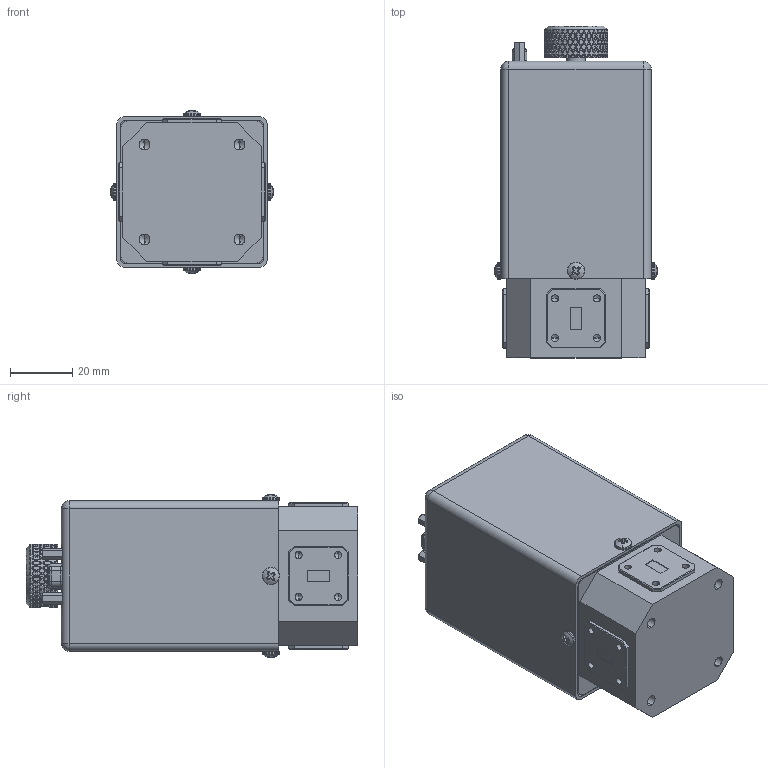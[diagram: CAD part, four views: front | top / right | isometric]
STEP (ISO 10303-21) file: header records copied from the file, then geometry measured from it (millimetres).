
FILE_DESCRIPTION (( 'STEP AP214' ), '1' );
FILE_NAME ('WJ-LMA, DF.STEP', '2025-10-23T21:26:16', ( '' ), ( '' ), 'SwSTEP 2.0', 'SolidWorks 2021', '' );
FILE_SCHEMA (( 'AUTOMOTIVE_DESIGN' ));
Length unit declared in the file: inch
Products named in the file (1): WJ-LMA, DF
Bounding box: 52.18 x 106.57 x 52.18 mm (x, y, z)
Volume: 213449.8 mm3; surface area: 27380.1 mm2
Topology: 3 solids, 3 shells, 1785 faces, 4137 edges, 2362 vertices
Faces by surface type: bspline 878, cylinder 450, plane 276, cone 139, torus 30, sphere 12
Entity records: 126445 total; most frequent: CARTESIAN_POINT 96267, ORIENTED_EDGE 8144, EDGE_CURVE 4072, DIRECTION 3888, VERTEX_POINT 2363, EDGE_LOOP 1865, FACE_OUTER_BOUND 1785, ADVANCED_FACE 1785
